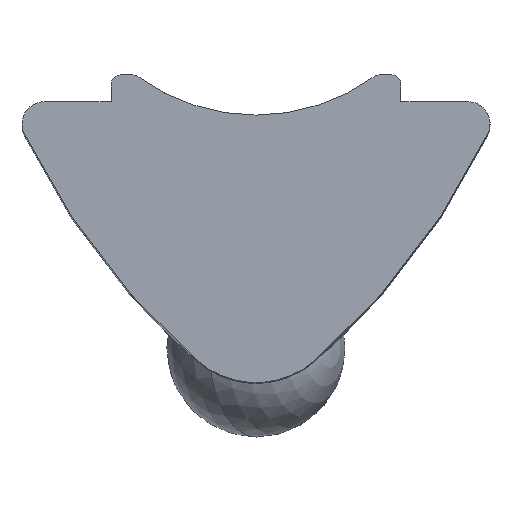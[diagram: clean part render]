
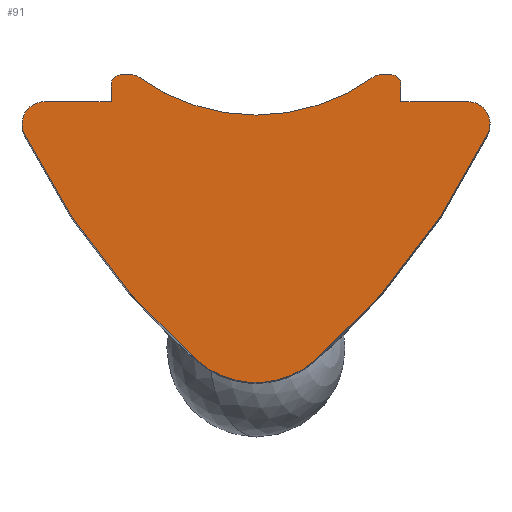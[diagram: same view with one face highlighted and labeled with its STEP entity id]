
A CAD part, top view. The second image highlights one B-rep face of the part: STEP entity #91.
In plain terms, the highlighted planar face has unit normal (0, 0, 1).
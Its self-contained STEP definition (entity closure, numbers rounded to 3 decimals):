
#2 = VERTEX_POINT ( 'NONE', #1792 ) ;
#15 = CARTESIAN_POINT ( 'NONE',  ( -3.05, 0.4, 8.5 ) ) ;
#16 = CARTESIAN_POINT ( 'NONE',  ( 0., 4.2, 8.5 ) ) ;
#19 = CIRCLE ( 'NONE', #116, 0.5 ) ;
#23 = EDGE_CURVE ( 'NONE', #267, #982, #1053, .T. ) ;
#34 = DIRECTION ( 'NONE',  ( 0., 0., -1. ) ) ;
#40 = DIRECTION ( 'NONE',  ( 1., 0., 0. ) ) ;
#87 = CARTESIAN_POINT ( 'NONE',  ( 5.2, -0.718, 8.5 ) ) ;
#91 = ADVANCED_FACE ( 'NONE', ( #1100 ), #410, .T. ) ;
#98 = CARTESIAN_POINT ( 'NONE',  ( 2.648, 0.562, 8.5 ) ) ;
#102 = DIRECTION ( 'NONE',  ( -1., 0., 0. ) ) ;
#116 = AXIS2_PLACEMENT_3D ( 'NONE', #1509, #1441, #1405 ) ;
#117 = ORIENTED_EDGE ( 'NONE', *, *, #1093, .T. ) ;
#128 = AXIS2_PLACEMENT_3D ( 'NONE', #1294, #1454, #928 ) ;
#150 = EDGE_CURVE ( 'NONE', #1739, #250, #1970, .T. ) ;
#159 = CIRCLE ( 'NONE', #1971, 4.5 ) ;
#164 = DIRECTION ( 'NONE',  ( -1., 0., 0. ) ) ;
#168 = CARTESIAN_POINT ( 'NONE',  ( 4.75, 0., 8.5 ) ) ;
#170 = DIRECTION ( 'NONE',  ( 0., 1., 0. ) ) ;
#179 = CIRCLE ( 'NONE', #1288, 16. ) ;
#180 = EDGE_CURVE ( 'NONE', #2, #1501, #1655, .T. ) ;
#182 = CARTESIAN_POINT ( 'NONE',  ( -3.25, 0.6, 8.5 ) ) ;
#188 = AXIS2_PLACEMENT_3D ( 'NONE', #1884, #1874, #1868 ) ;
#217 = VECTOR ( 'NONE', #516, 1000. ) ;
#226 = CIRCLE ( 'NONE', #128, 0.2 ) ;
#227 = ORIENTED_EDGE ( 'NONE', *, *, #1649, .T. ) ;
#230 = VERTEX_POINT ( 'NONE', #1532 ) ;
#232 = ORIENTED_EDGE ( 'NONE', *, *, #914, .T. ) ;
#250 = VERTEX_POINT ( 'NONE', #1455 ) ;
#252 = DIRECTION ( 'NONE',  ( 0., 0., 1. ) ) ;
#267 = VERTEX_POINT ( 'NONE', #1399 ) ;
#286 = DIRECTION ( 'NONE',  ( 1., 0., 0. ) ) ;
#301 = VERTEX_POINT ( 'NONE', #1420 ) ;
#303 = LINE ( 'NONE', #912, #772 ) ;
#330 = CARTESIAN_POINT ( 'NONE',  ( -2.648, 0.562, 8.5 ) ) ;
#340 = EDGE_CURVE ( 'NONE', #777, #873, #1625, .T. ) ;
#341 = LINE ( 'NONE', #380, #437 ) ;
#350 = DIRECTION ( 'NONE',  ( 1., 0., 0. ) ) ;
#361 = CARTESIAN_POINT ( 'NONE',  ( 1.315, -5.807, 8.5 ) ) ;
#377 = DIRECTION ( 'NONE',  ( 1., 0., 0. ) ) ;
#380 = CARTESIAN_POINT ( 'NONE',  ( -3.25, 0., 8.5 ) ) ;
#410 = PLANE ( 'NONE',  #1910 ) ;
#421 = CIRCLE ( 'NONE', #1283, 16. ) ;
#437 = VECTOR ( 'NONE', #1340, 1000. ) ;
#450 = EDGE_CURVE ( 'NONE', #250, #301, #493, .T. ) ;
#452 = ORIENTED_EDGE ( 'NONE', *, *, #1286, .T. ) ;
#493 = LINE ( 'NONE', #521, #217 ) ;
#501 = VECTOR ( 'NONE', #1466, 1000. ) ;
#516 = DIRECTION ( 'NONE',  ( 0., -1., 0. ) ) ;
#518 = CARTESIAN_POINT ( 'NONE',  ( -4.75, -0.5, 8.5 ) ) ;
#521 = CARTESIAN_POINT ( 'NONE',  ( -3.25, 0., 8.5 ) ) ;
#532 = CARTESIAN_POINT ( 'NONE',  ( 3.25, 0., 8.5 ) ) ;
#569 = CARTESIAN_POINT ( 'NONE',  ( 0., -4.3, 8.5 ) ) ;
#588 = VERTEX_POINT ( 'NONE', #1418 ) ;
#605 = CARTESIAN_POINT ( 'NONE',  ( -5.2, -0.718, 8.5 ) ) ;
#607 = CIRCLE ( 'NONE', #677, 2. ) ;
#611 = DIRECTION ( 'NONE',  ( 0., 0., 1. ) ) ;
#617 = CARTESIAN_POINT ( 'NONE',  ( -9.203, 6.25, 8.5 ) ) ;
#621 = CARTESIAN_POINT ( 'NONE',  ( -3.05, 0.6, 8.5 ) ) ;
#626 = VERTEX_POINT ( 'NONE', #1754 ) ;
#640 = VECTOR ( 'NONE', #102, 1000. ) ;
#647 = EDGE_CURVE ( 'NONE', #1823, #777, #1404, .T. ) ;
#652 = CARTESIAN_POINT ( 'NONE',  ( 4.75, 0., 8.5 ) ) ;
#677 = AXIS2_PLACEMENT_3D ( 'NONE', #569, #874, #942 ) ;
#680 = EDGE_CURVE ( 'NONE', #1393, #267, #1995, .T. ) ;
#683 = DIRECTION ( 'NONE',  ( -1., 0., 0. ) ) ;
#712 = DIRECTION ( 'NONE',  ( 0., 0., 1. ) ) ;
#723 = VERTEX_POINT ( 'NONE', #605 ) ;
#756 = CARTESIAN_POINT ( 'NONE',  ( -5.25, -0.5, 8.5 ) ) ;
#772 = VECTOR ( 'NONE', #170, 1000. ) ;
#777 = VERTEX_POINT ( 'NONE', #652 ) ;
#784 = AXIS2_PLACEMENT_3D ( 'NONE', #1862, #1627, #1250 ) ;
#811 = CARTESIAN_POINT ( 'NONE',  ( 3.25, 0.6, 8.5 ) ) ;
#833 = CARTESIAN_POINT ( 'NONE',  ( 3.05, 0.4, 8.5 ) ) ;
#849 = EDGE_LOOP ( 'NONE', ( #1499, #1475, #1462, #1575, #1146, #954, #1258, #452, #1268, #1714, #1264, #232, #227, #1293, #1006, #117, #1765 ) ) ;
#850 = DIRECTION ( 'NONE',  ( 1., 0., 0. ) ) ;
#873 = VERTEX_POINT ( 'NONE', #532 ) ;
#874 = DIRECTION ( 'NONE',  ( 0., 0., 1. ) ) ;
#912 = CARTESIAN_POINT ( 'NONE',  ( 3.25, 0., 8.5 ) ) ;
#914 = EDGE_CURVE ( 'NONE', #873, #230, #303, .T. ) ;
#928 = DIRECTION ( 'NONE',  ( 1., 0., 0. ) ) ;
#942 = DIRECTION ( 'NONE',  ( 1., 0., 0. ) ) ;
#954 = ORIENTED_EDGE ( 'NONE', *, *, #1115, .T. ) ;
#982 = VERTEX_POINT ( 'NONE', #98 ) ;
#987 = CARTESIAN_POINT ( 'NONE',  ( 2.766, 0.4, 8.5 ) ) ;
#1003 = CIRCLE ( 'NONE', #1596, 0.2 ) ;
#1006 = ORIENTED_EDGE ( 'NONE', *, *, #23, .T. ) ;
#1021 = CARTESIAN_POINT ( 'NONE',  ( 3.05, 0.6, 8.5 ) ) ;
#1031 = EDGE_CURVE ( 'NONE', #301, #2, #341, .T. ) ;
#1053 = CIRCLE ( 'NONE', #1230, 0.2 ) ;
#1062 = VERTEX_POINT ( 'NONE', #330 ) ;
#1071 = EDGE_CURVE ( 'NONE', #1062, #626, #226, .T. ) ;
#1093 = EDGE_CURVE ( 'NONE', #982, #1062, #159, .T. ) ;
#1100 = FACE_OUTER_BOUND ( 'NONE', #849, .T. ) ;
#1115 = EDGE_CURVE ( 'NONE', #1501, #723, #19, .T. ) ;
#1146 = ORIENTED_EDGE ( 'NONE', *, *, #180, .T. ) ;
#1182 = LINE ( 'NONE', #182, #640 ) ;
#1211 = EDGE_CURVE ( 'NONE', #723, #588, #179, .T. ) ;
#1230 = AXIS2_PLACEMENT_3D ( 'NONE', #987, #1592, #377 ) ;
#1250 = DIRECTION ( 'NONE',  ( -1., 0., 0. ) ) ;
#1258 = ORIENTED_EDGE ( 'NONE', *, *, #1211, .T. ) ;
#1264 = ORIENTED_EDGE ( 'NONE', *, *, #340, .T. ) ;
#1268 = ORIENTED_EDGE ( 'NONE', *, *, #1645, .T. ) ;
#1283 = AXIS2_PLACEMENT_3D ( 'NONE', #617, #712, #683 ) ;
#1286 = EDGE_CURVE ( 'NONE', #588, #1491, #607, .T. ) ;
#1288 = AXIS2_PLACEMENT_3D ( 'NONE', #1730, #1740, #1743 ) ;
#1293 = ORIENTED_EDGE ( 'NONE', *, *, #680, .T. ) ;
#1294 = CARTESIAN_POINT ( 'NONE',  ( -2.766, 0.4, 8.5 ) ) ;
#1297 = DIRECTION ( 'NONE',  ( 0., 0., 1. ) ) ;
#1340 = DIRECTION ( 'NONE',  ( -1., 0., 0. ) ) ;
#1393 = VERTEX_POINT ( 'NONE', #1021 ) ;
#1399 = CARTESIAN_POINT ( 'NONE',  ( 2.766, 0.6, 8.5 ) ) ;
#1404 = CIRCLE ( 'NONE', #784, 0.5 ) ;
#1405 = DIRECTION ( 'NONE',  ( 1., 0., 0. ) ) ;
#1406 = VECTOR ( 'NONE', #164, 1000. ) ;
#1418 = CARTESIAN_POINT ( 'NONE',  ( -1.315, -5.807, 8.5 ) ) ;
#1420 = CARTESIAN_POINT ( 'NONE',  ( -3.25, 0., 8.5 ) ) ;
#1441 = DIRECTION ( 'NONE',  ( 0., 0., 1. ) ) ;
#1454 = DIRECTION ( 'NONE',  ( 0., 0., 1. ) ) ;
#1455 = CARTESIAN_POINT ( 'NONE',  ( -3.25, 0.4, 8.5 ) ) ;
#1462 = ORIENTED_EDGE ( 'NONE', *, *, #450, .T. ) ;
#1466 = DIRECTION ( 'NONE',  ( -1., 0., 0. ) ) ;
#1475 = ORIENTED_EDGE ( 'NONE', *, *, #150, .T. ) ;
#1491 = VERTEX_POINT ( 'NONE', #361 ) ;
#1499 = ORIENTED_EDGE ( 'NONE', *, *, #1795, .T. ) ;
#1501 = VERTEX_POINT ( 'NONE', #756 ) ;
#1509 = CARTESIAN_POINT ( 'NONE',  ( -4.75, -0.5, 8.5 ) ) ;
#1532 = CARTESIAN_POINT ( 'NONE',  ( 3.25, 0.4, 8.5 ) ) ;
#1575 = ORIENTED_EDGE ( 'NONE', *, *, #1031, .T. ) ;
#1592 = DIRECTION ( 'NONE',  ( 0., 0., 1. ) ) ;
#1596 = AXIS2_PLACEMENT_3D ( 'NONE', #833, #611, #850 ) ;
#1625 = LINE ( 'NONE', #168, #1406 ) ;
#1627 = DIRECTION ( 'NONE',  ( 0., 0., 1. ) ) ;
#1645 = EDGE_CURVE ( 'NONE', #1491, #1823, #421, .T. ) ;
#1649 = EDGE_CURVE ( 'NONE', #230, #1393, #1003, .T. ) ;
#1655 = CIRCLE ( 'NONE', #188, 0.5 ) ;
#1714 = ORIENTED_EDGE ( 'NONE', *, *, #647, .T. ) ;
#1730 = CARTESIAN_POINT ( 'NONE',  ( 9.203, 6.25, 8.5 ) ) ;
#1739 = VERTEX_POINT ( 'NONE', #621 ) ;
#1740 = DIRECTION ( 'NONE',  ( 0., 0., 1. ) ) ;
#1743 = DIRECTION ( 'NONE',  ( 1., 0., 0. ) ) ;
#1754 = CARTESIAN_POINT ( 'NONE',  ( -2.766, 0.6, 8.5 ) ) ;
#1765 = ORIENTED_EDGE ( 'NONE', *, *, #1071, .T. ) ;
#1792 = CARTESIAN_POINT ( 'NONE',  ( -4.75, 0., 8.5 ) ) ;
#1795 = EDGE_CURVE ( 'NONE', #626, #1739, #1182, .T. ) ;
#1813 = AXIS2_PLACEMENT_3D ( 'NONE', #15, #252, #286 ) ;
#1823 = VERTEX_POINT ( 'NONE', #87 ) ;
#1862 = CARTESIAN_POINT ( 'NONE',  ( 4.75, -0.5, 8.5 ) ) ;
#1868 = DIRECTION ( 'NONE',  ( 1., 0., 0. ) ) ;
#1874 = DIRECTION ( 'NONE',  ( 0., 0., 1. ) ) ;
#1884 = CARTESIAN_POINT ( 'NONE',  ( -4.75, -0.5, 8.5 ) ) ;
#1910 = AXIS2_PLACEMENT_3D ( 'NONE', #518, #1297, #350 ) ;
#1970 = CIRCLE ( 'NONE', #1813, 0.2 ) ;
#1971 = AXIS2_PLACEMENT_3D ( 'NONE', #16, #34, #40 ) ;
#1995 = LINE ( 'NONE', #811, #501 ) ;
